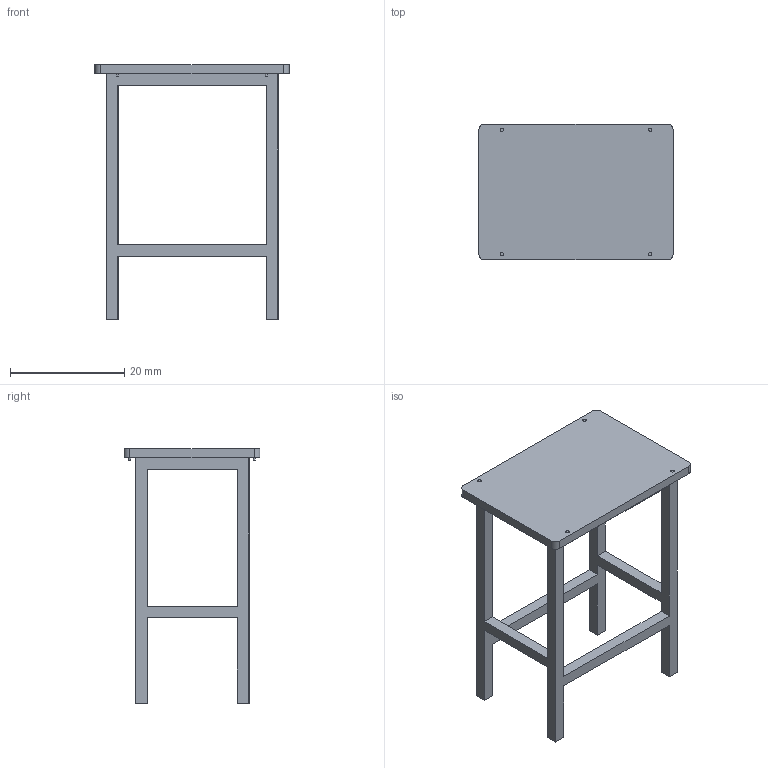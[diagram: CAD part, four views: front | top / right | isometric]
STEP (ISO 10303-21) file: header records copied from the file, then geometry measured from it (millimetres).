
FILE_DESCRIPTION (( 'STEP AP214' ), '1' );
FILE_NAME ('脾赽俇淕恅璃.STEP', '2025-01-17T18:22:14', ( '' ), ( '' ), 'SwSTEP 2.0', 'SolidWorks 2024', '' );
FILE_SCHEMA (( 'AUTOMOTIVE_DESIGN' ));
Length unit declared in the file: millimetre
Products named in the file (7): 凳子完整文件; 凳子零件9; 凳子零件10; 凳子零件12; 9; 凳子零件11; 凳子零件15
Assembly tree (6 placements, depth 2):
  凳子完整文件
    9
    凳子零件10
    凳子零件11
    凳子零件12
    凳子零件15
    凳子零件9
Bounding box: 34 x 23.8 x 44.61 mm (x, y, z)
Volume: 2646.8 mm3; surface area: 4503.5 mm2
Topology: 6 solids, 6 shells, 83 faces, 204 edges, 132 vertices
Faces by surface type: plane 55, cylinder 28
Entity records: 2694 total; most frequent: DIRECTION 444, CARTESIAN_POINT 428, ORIENTED_EDGE 408, EDGE_CURVE 204, AXIS2_PLACEMENT_3D 148, LINE 148, VECTOR 148, VERTEX_POINT 132
